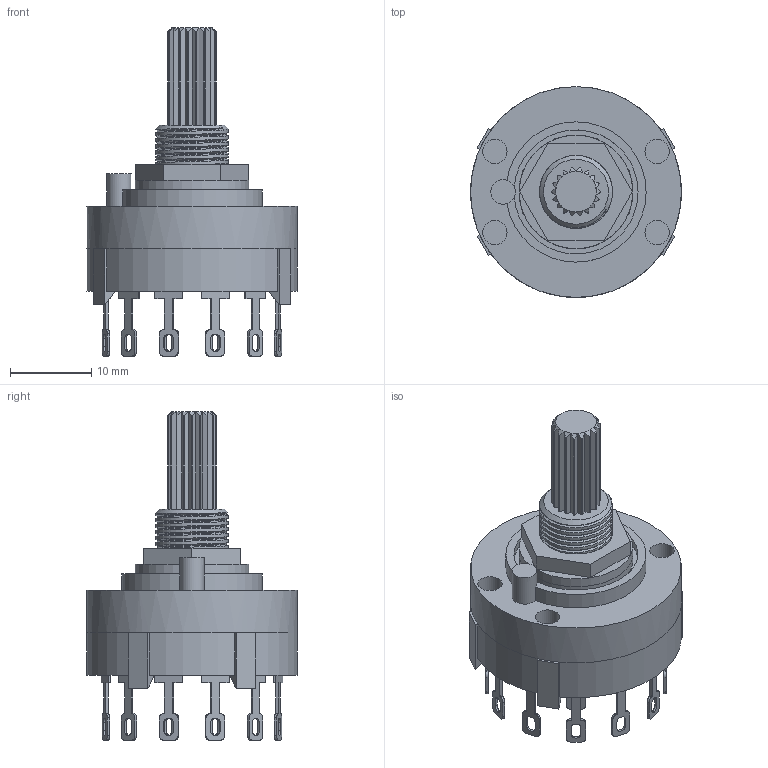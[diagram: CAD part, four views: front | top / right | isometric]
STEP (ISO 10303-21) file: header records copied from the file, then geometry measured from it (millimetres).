
FILE_DESCRIPTION(('FreeCAD Model'),'2;1');
FILE_NAME('Alpha Taiwan SR2611.step','2019-06-24T11:29:51',('Author'),(''), 'Open CASCADE STEP processor 7.3','FreeCAD','Unknown');
FILE_SCHEMA(('AUTOMOTIVE_DESIGN { 1 0 10303 214 1 1 1 1 }'));
Length unit declared in the file: millimetre
Products named in the file (5): Alpha_Taiwan_SR2611_Nut; Alpha_Taiwan_SR2611_Fusion_Body; Alpha_Taiwan_SR2611_RotationWasher; Alpha_Taiwan_SR2611_Fusion_Terminals; Alpha_Taiwan_SR2611_LockWasher
Bounding box: 26 x 26 x 40.5 mm (x, y, z)
Volume: 7032.3 mm3; surface area: 4206 mm2
Topology: 20 solids, 20 shells, 660 faces, 4026 edges, 10338 vertices
Faces by surface type: plane 429, cylinder 179, bspline 33, cone 19
Full cylindrical faces by diameter (mm): 3 x5, 9 x11, 9.5 x1, 10 x2, 14 x2, 26 x1
Entity records: 52331 total; most frequent: CARTESIAN_POINT 19335, DIRECTION 6115, ORIENTED_EDGE 3444, LINE 3033, VECTOR 3033, GEOMETRIC_CURVE_SET 2305, TRIMMED_CURVE 2304, EDGE_CURVE 1722
